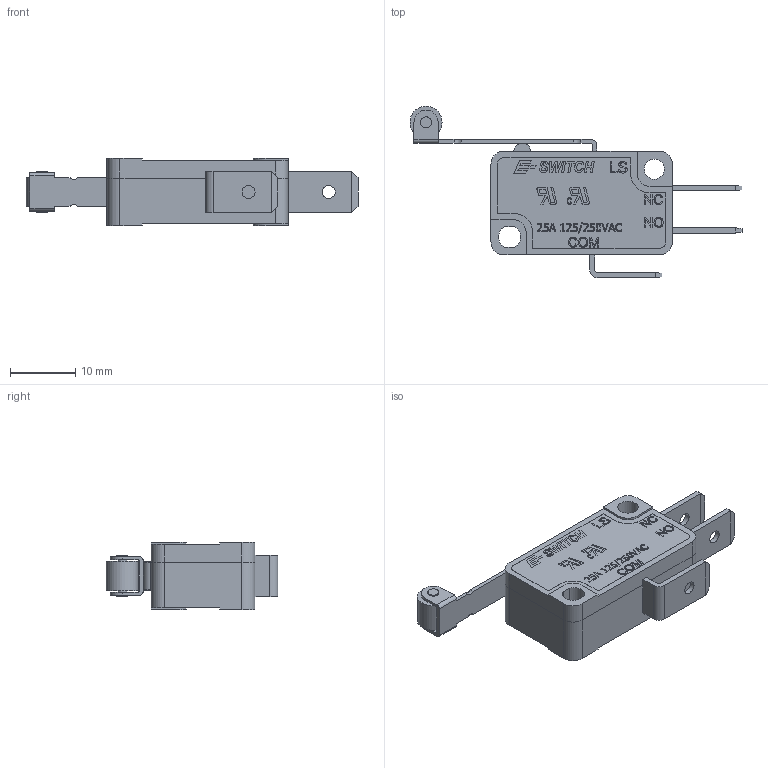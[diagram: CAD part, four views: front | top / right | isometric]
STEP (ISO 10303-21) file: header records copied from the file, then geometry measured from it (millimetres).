
FILE_DESCRIPTION(/* description */ (''),/* implementation_level */ '2;1');
FILE_NAME(/* name */ 'LS2506F180C2A.stp',/* time_stamp */ '2025-05-13T07:37:51-05:00',/* author */ ('jsteinblock'),/* organization */ (''),/* preprocessor_version */ 'ST-DEVELOPER v20',/* originating_system */ 'Autodesk Inventor 2022',/* authorisation */ '');
FILE_SCHEMA (('AUTOMOTIVE_DESIGN { 1 0 10303 214 3 1 1 }'));
Length unit declared in the file: inch
Products named in the file (1): LS2506F180C2A
Bounding box: 50.91 x 26.3 x 10.3 mm (x, y, z)
Volume: 4442 mm3; surface area: 3027.3 mm2
Topology: 2 solids, 2 shells, 633 faces, 1720 edges, 1137 vertices
Faces by surface type: plane 398, bspline 169, cylinder 66
Full cylindrical faces by diameter (mm): 1.4 x2, 1.7 x2, 2 x3, 3.1 x2, 4.92 x1
Entity records: 21918 total; most frequent: CARTESIAN_POINT 6891, ORIENTED_EDGE 3446, DIRECTION 2440, EDGE_CURVE 1723, LINE 1260, VECTOR 1260, VERTEX_POINT 1139, EDGE_LOOP 694
